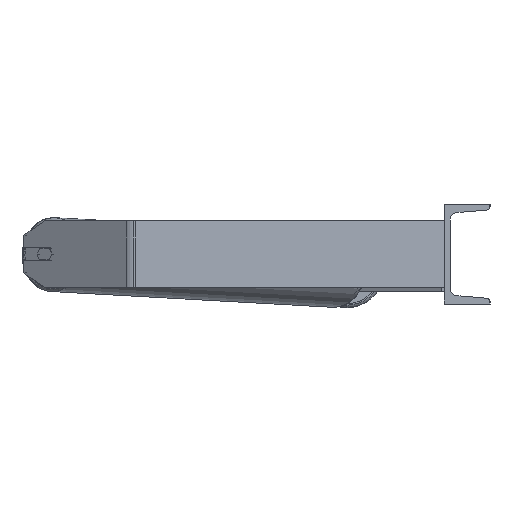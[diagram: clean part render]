
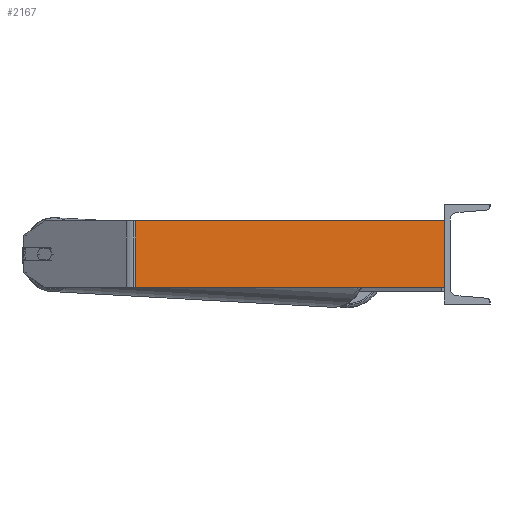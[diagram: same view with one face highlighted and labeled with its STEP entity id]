
A CAD part, left-side view. The second image highlights one B-rep face of the part: STEP entity #2167.
In plain terms, the highlighted planar face has unit normal (-0.996, -0.087, 0).
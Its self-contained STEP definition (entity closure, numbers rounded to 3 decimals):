
#398 = CARTESIAN_POINT ( 'NONE',  ( -918.029, 377.527, 40. ) ) ;
#598 = DIRECTION ( 'NONE',  ( -0.087, 0.996, 0. ) ) ;
#603 = VERTEX_POINT ( 'NONE', #3472 ) ;
#1049 = LINE ( 'NONE', #398, #2753 ) ;
#1068 = PLANE ( 'NONE',  #7187 ) ;
#1218 = CARTESIAN_POINT ( 'NONE',  ( -918.029, 377.527, -40. ) ) ;
#1372 = EDGE_CURVE ( 'NONE', #3142, #3669, #1049, .T. ) ;
#2167 = ADVANCED_FACE ( 'NONE', ( #7431 ), #1068, .F. ) ;
#2563 = EDGE_CURVE ( 'NONE', #3142, #603, #8532, .T. ) ;
#2753 = VECTOR ( 'NONE', #6683, 1000. ) ;
#3142 = VERTEX_POINT ( 'NONE', #8995 ) ;
#3173 = VECTOR ( 'NONE', #6243, 1000. ) ;
#3413 = LINE ( 'NONE', #1218, #3173 ) ;
#3472 = CARTESIAN_POINT ( 'NONE',  ( -917.522, 371.726, -40. ) ) ;
#3669 = VERTEX_POINT ( 'NONE', #8296 ) ;
#3778 = ORIENTED_EDGE ( 'NONE', *, *, #2563, .T. ) ;
#3799 = VECTOR ( 'NONE', #4133, 1000. ) ;
#3853 = CARTESIAN_POINT ( 'NONE',  ( -918.029, 377.527, 40. ) ) ;
#4133 = DIRECTION ( 'NONE',  ( 0., 0., -1. ) ) ;
#4277 = CARTESIAN_POINT ( 'NONE',  ( -917.522, 371.726, 40. ) ) ;
#4779 = CARTESIAN_POINT ( 'NONE',  ( -885., 0., -40. ) ) ;
#6185 = ORIENTED_EDGE ( 'NONE', *, *, #1372, .F. ) ;
#6240 = CARTESIAN_POINT ( 'NONE',  ( -885., 0., 40. ) ) ;
#6243 = DIRECTION ( 'NONE',  ( 0.087, -0.996, 0. ) ) ;
#6683 = DIRECTION ( 'NONE',  ( 0.087, -0.996, 0. ) ) ;
#6697 = DIRECTION ( 'NONE',  ( 0.996, 0.087, 0. ) ) ;
#6815 = EDGE_LOOP ( 'NONE', ( #8050, #8967, #6185, #3778 ) ) ;
#6932 = LINE ( 'NONE', #6240, #3799 ) ;
#7187 = AXIS2_PLACEMENT_3D ( 'NONE', #3853, #6697, #598 ) ;
#7340 = VECTOR ( 'NONE', #9110, 1000. ) ;
#7431 = FACE_OUTER_BOUND ( 'NONE', #6815, .T. ) ;
#7734 = EDGE_CURVE ( 'NONE', #603, #8324, #3413, .T. ) ;
#8050 = ORIENTED_EDGE ( 'NONE', *, *, #7734, .T. ) ;
#8296 = CARTESIAN_POINT ( 'NONE',  ( -885., 0., 40. ) ) ;
#8324 = VERTEX_POINT ( 'NONE', #4779 ) ;
#8532 = LINE ( 'NONE', #4277, #7340 ) ;
#8830 = EDGE_CURVE ( 'NONE', #3669, #8324, #6932, .T. ) ;
#8967 = ORIENTED_EDGE ( 'NONE', *, *, #8830, .F. ) ;
#8995 = CARTESIAN_POINT ( 'NONE',  ( -917.522, 371.726, 40. ) ) ;
#9110 = DIRECTION ( 'NONE',  ( 0., 0., -1. ) ) ;
